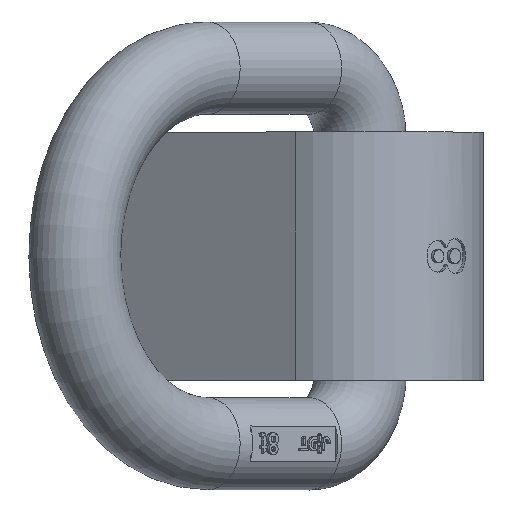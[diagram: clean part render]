
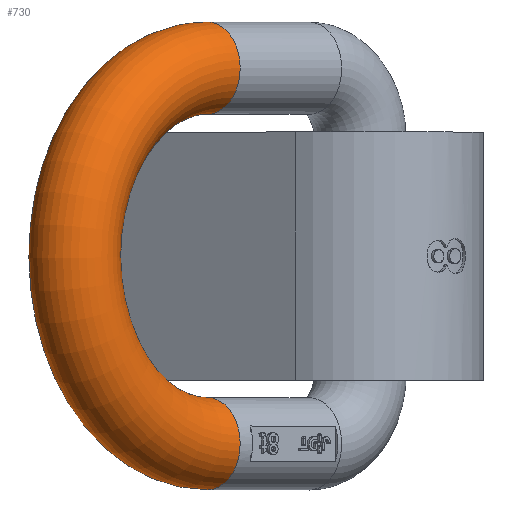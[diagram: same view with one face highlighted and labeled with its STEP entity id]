
A CAD part, top view. The second image highlights one B-rep face of the part: STEP entity #730.
In plain terms, the highlighted toroidal (fillet/blend) face has major radius 53 mm and minor radius 13 mm.
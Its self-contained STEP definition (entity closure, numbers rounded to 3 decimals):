
#185=TOROIDAL_SURFACE('',#2187,53.,13.);
#730=ADVANCED_FACE('',(#882,#883),#185,.T.);
#882=FACE_BOUND('',#912,.T.);
#883=FACE_BOUND('',#913,.T.);
#912=EDGE_LOOP('',(#1105));
#913=EDGE_LOOP('',(#1106));
#1105=ORIENTED_EDGE('',*,*,#1885,.F.);
#1106=ORIENTED_EDGE('',*,*,#1821,.T.);
#1623=VERTEX_POINT('',#2751);
#1687=VERTEX_POINT('',#2949);
#1821=EDGE_CURVE('',#1623,#1623,#2115,.T.);
#1885=EDGE_CURVE('',#1687,#1687,#2133,.T.);
#2115=CIRCLE('',#2162,13.);
#2133=CIRCLE('',#2182,13.);
#2162=AXIS2_PLACEMENT_3D('',#2750,#2292,#2293);
#2182=AXIS2_PLACEMENT_3D('',#2948,#2364,#2365);
#2187=AXIS2_PLACEMENT_3D('',#2955,#2374,#2375);
#2292=DIRECTION('',(-0.707,0.,0.707));
#2293=DIRECTION('',(0.707,0.,0.707));
#2364=DIRECTION('',(0.707,0.,-0.707));
#2365=DIRECTION('',(0.707,0.,0.707));
#2374=DIRECTION('',(-0.707,0.,-0.707));
#2375=DIRECTION('',(0.,-1.,0.));
#2750=CARTESIAN_POINT('',(-43.841,53.,43.841));
#2751=CARTESIAN_POINT('',(-34.648,53.,53.033));
#2948=CARTESIAN_POINT('',(-43.841,-53.,43.841));
#2949=CARTESIAN_POINT('',(-34.648,-53.,53.033));
#2955=CARTESIAN_POINT('',(-43.841,0.,43.841));
